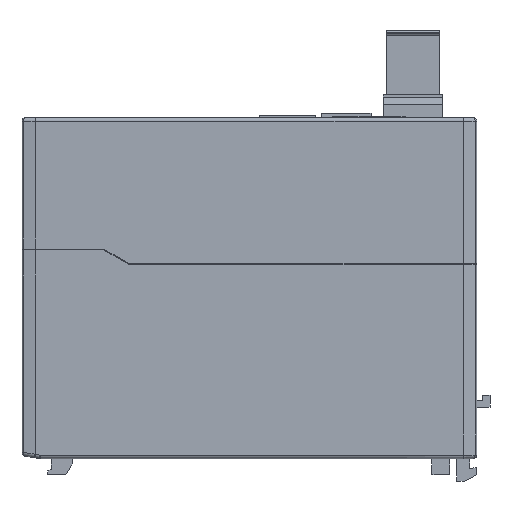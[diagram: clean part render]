
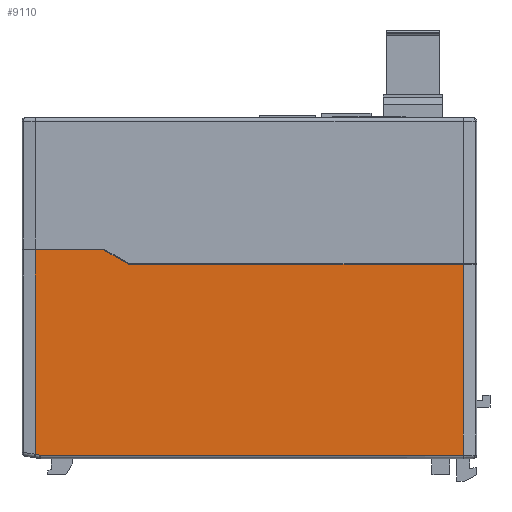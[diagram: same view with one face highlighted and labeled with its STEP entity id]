
A CAD part, left-side view. The second image highlights one B-rep face of the part: STEP entity #9110.
In plain terms, the highlighted planar face has unit normal (-1, 0, 0).
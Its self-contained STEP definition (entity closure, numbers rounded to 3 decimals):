
#924 = VERTEX_POINT ( 'NONE', #2452 ) ;
#928 = VERTEX_POINT ( 'NONE', #2075 ) ;
#929 = VERTEX_POINT ( 'NONE', #1930 ) ;
#930 = VERTEX_POINT ( 'NONE', #1851 ) ;
#931 = VERTEX_POINT ( 'NONE', #1811 ) ;
#934 = VERTEX_POINT ( 'NONE', #1701 ) ;
#951 = VERTEX_POINT ( 'NONE', #2716 ) ;
#1701 = CARTESIAN_POINT ( 'NONE',  ( -19.75, 34., 54.75 ) ) ;
#1811 = CARTESIAN_POINT ( 'NONE',  ( -19.75, 60.217, 1.23 ) ) ;
#1851 = CARTESIAN_POINT ( 'NONE',  ( -19.75, 58.913, 1. ) ) ;
#1888 = ORIENTED_EDGE ( 'NONE', *, *, #23921, .F. ) ;
#1889 = ORIENTED_EDGE ( 'NONE', *, *, #23920, .T. ) ;
#1890 = ORIENTED_EDGE ( 'NONE', *, *, #23919, .T. ) ;
#1891 = ORIENTED_EDGE ( 'NONE', *, *, #23918, .T. ) ;
#1892 = ORIENTED_EDGE ( 'NONE', *, *, #23915, .F. ) ;
#1893 = ORIENTED_EDGE ( 'NONE', *, *, #23917, .T. ) ;
#1895 = ORIENTED_EDGE ( 'NONE', *, *, #23916, .T. ) ;
#1930 = CARTESIAN_POINT ( 'NONE',  ( -19.75, -60.217, 1. ) ) ;
#2075 = CARTESIAN_POINT ( 'NONE',  ( -19.75, 60.217, 58.75 ) ) ;
#2452 = CARTESIAN_POINT ( 'NONE',  ( -19.75, 41., 58.75 ) ) ;
#2716 = CARTESIAN_POINT ( 'NONE',  ( -19.75, -60.217, 54.75 ) ) ;
#6219 = PLANE ( 'NONE',  #26650 ) ;
#6221 = CARTESIAN_POINT ( 'NONE',  ( -19.75, 60.217, 96. ) ) ;
#6222 = DIRECTION ( 'NONE',  ( 1., 0., 0. ) ) ;
#6223 = DIRECTION ( 'NONE',  ( 0., 1., 0. ) ) ;
#7438 = EDGE_LOOP ( 'NONE', ( #1895, #1892, #1893, #1891, #1890, #1889, #1888 ) ) ;
#9110 = ADVANCED_FACE ( 'NONE', ( #26646 ), #6219, .F. ) ;
#12036 = LINE ( 'NONE', #12037, #16012 ) ;
#12037 = CARTESIAN_POINT ( 'NONE',  ( -19.75, 41., 58.75 ) ) ;
#12038 = DIRECTION ( 'NONE',  ( 0., -0.868, -0.496 ) ) ;
#12039 = LINE ( 'NONE', #12040, #16013 ) ;
#12040 = CARTESIAN_POINT ( 'NONE',  ( -19.75, 0., 54.75 ) ) ;
#12041 = DIRECTION ( 'NONE',  ( 0., 1., 0. ) ) ;
#12042 = LINE ( 'NONE', #12043, #16014 ) ;
#12043 = CARTESIAN_POINT ( 'NONE',  ( -19.75, 0., 58.75 ) ) ;
#12044 = DIRECTION ( 'NONE',  ( 0., 1., 0. ) ) ;
#12045 = LINE ( 'NONE', #12046, #16015 ) ;
#12046 = CARTESIAN_POINT ( 'NONE',  ( -19.75, 60.217, 96. ) ) ;
#12047 = DIRECTION ( 'NONE',  ( 0., 0., -1. ) ) ;
#12048 = LINE ( 'NONE', #12049, #16016 ) ;
#12049 = CARTESIAN_POINT ( 'NONE',  ( -19.75, 58.826, 0.985 ) ) ;
#12050 = DIRECTION ( 'NONE',  ( 0., -0.985, -0.174 ) ) ;
#12051 = LINE ( 'NONE', #12052, #16017 ) ;
#12052 = CARTESIAN_POINT ( 'NONE',  ( -19.75, 60.217, 1. ) ) ;
#12053 = DIRECTION ( 'NONE',  ( 0., -1., 0. ) ) ;
#12054 = LINE ( 'NONE', #12055, #16019 ) ;
#12055 = CARTESIAN_POINT ( 'NONE',  ( -19.75, -60.217, 96. ) ) ;
#12056 = DIRECTION ( 'NONE',  ( 0., 0., -1. ) ) ;
#16012 = VECTOR ( 'NONE', #12038, 1000. ) ;
#16013 = VECTOR ( 'NONE', #12041, 1000. ) ;
#16014 = VECTOR ( 'NONE', #12044, 1000. ) ;
#16015 = VECTOR ( 'NONE', #12047, 1000. ) ;
#16016 = VECTOR ( 'NONE', #12050, 1000. ) ;
#16017 = VECTOR ( 'NONE', #12053, 1000. ) ;
#16019 = VECTOR ( 'NONE', #12056, 1000. ) ;
#23915 = EDGE_CURVE ( 'NONE', #924, #934, #12036, .T. ) ;
#23916 = EDGE_CURVE ( 'NONE', #951, #934, #12039, .T. ) ;
#23917 = EDGE_CURVE ( 'NONE', #924, #928, #12042, .T. ) ;
#23918 = EDGE_CURVE ( 'NONE', #928, #931, #12045, .T. ) ;
#23919 = EDGE_CURVE ( 'NONE', #931, #930, #12048, .T. ) ;
#23920 = EDGE_CURVE ( 'NONE', #930, #929, #12051, .T. ) ;
#23921 = EDGE_CURVE ( 'NONE', #951, #929, #12054, .T. ) ;
#26646 = FACE_OUTER_BOUND ( 'NONE', #7438, .T. ) ;
#26650 = AXIS2_PLACEMENT_3D ( 'NONE', #6221, #6222, #6223 ) ;
